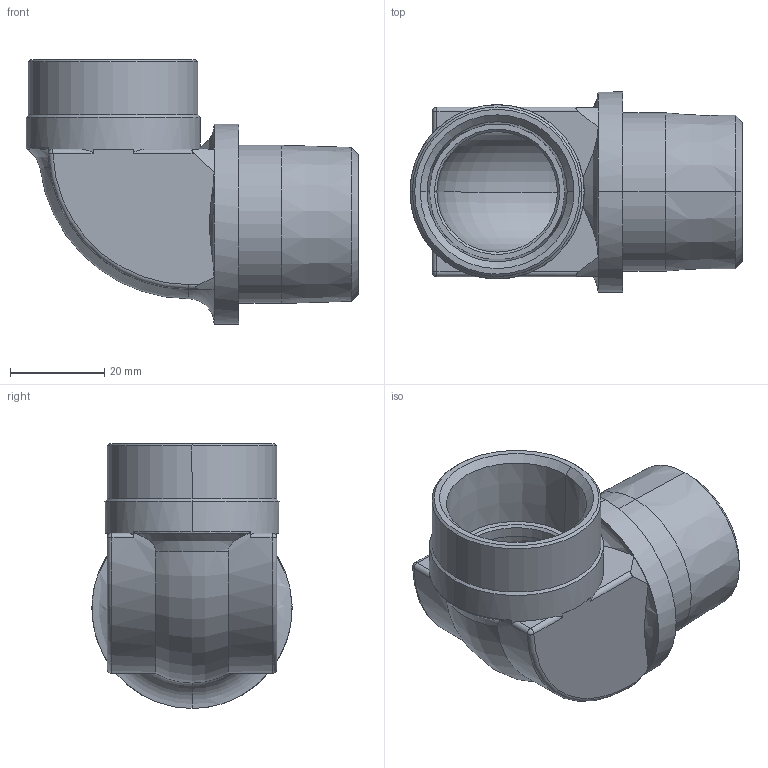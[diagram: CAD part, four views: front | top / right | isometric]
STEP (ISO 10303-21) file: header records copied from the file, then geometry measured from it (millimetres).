
FILE_DESCRIPTION (( 'STEP AP203' ), '1' );
FILE_NAME ('787DT3T30.STEP', '2017-03-27T10:09:37', ( '' ), ( '' ), 'SwSTEP 2.0', 'SolidWorks 2014', '' );
FILE_SCHEMA (( 'CONFIG_CONTROL_DESIGN' ));
Length unit declared in the file: millimetre
Products named in the file (1): 787DT3T30
Bounding box: 70.5 x 42.5 x 56.25 mm (x, y, z)
Volume: 37354.9 mm3; surface area: 17400.2 mm2
Topology: 1 solids, 1 shells, 81 faces, 190 edges, 111 vertices
Faces by surface type: plane 23, cylinder 22, cone 16, torus 11, bspline 7, sphere 2
Entity records: 2834 total; most frequent: CARTESIAN_POINT 984, ORIENTED_EDGE 376, DIRECTION 366, EDGE_CURVE 188, AXIS2_PLACEMENT_3D 151, VERTEX_POINT 111, EDGE_LOOP 85, ADVANCED_FACE 81
